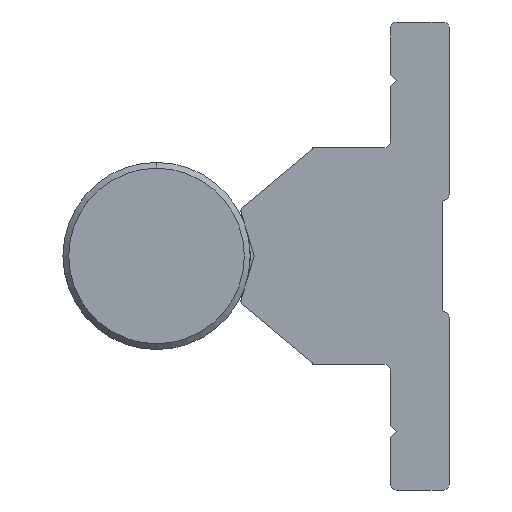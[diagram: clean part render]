
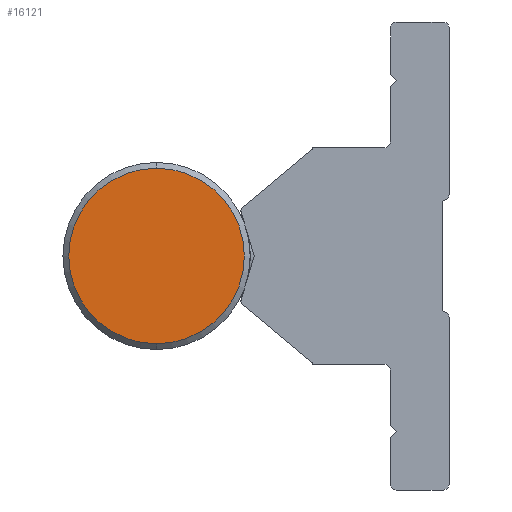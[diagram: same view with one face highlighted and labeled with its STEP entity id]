
A CAD part, left-side view. The second image highlights one B-rep face of the part: STEP entity #16121.
In plain terms, the highlighted planar face has unit normal (-1, 0, 0).
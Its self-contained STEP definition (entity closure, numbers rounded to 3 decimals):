
#31 = PLANE ( 'NONE',  #22196 ) ;
#409 = DIRECTION ( 'NONE',  ( 0., 0., 1. ) ) ;
#3368 = CARTESIAN_POINT ( 'NONE',  ( -700., 0., 7.5 ) ) ;
#3545 = EDGE_CURVE ( 'NONE', #5302, #5215, #8523, .T. ) ;
#5021 = DIRECTION ( 'NONE',  ( 0., 0., 1. ) ) ;
#5144 = AXIS2_PLACEMENT_3D ( 'NONE', #12492, #10807, #409 ) ;
#5215 = VERTEX_POINT ( 'NONE', #13277 ) ;
#5302 = VERTEX_POINT ( 'NONE', #3368 ) ;
#8523 = CIRCLE ( 'NONE', #5144, 7.5 ) ;
#8814 = CARTESIAN_POINT ( 'NONE',  ( -700., -25., -500. ) ) ;
#8955 = EDGE_CURVE ( 'NONE', #5215, #5302, #11832, .T. ) ;
#10542 = DIRECTION ( 'NONE',  ( -1., 0., 0. ) ) ;
#10807 = DIRECTION ( 'NONE',  ( -1., 0., 0. ) ) ;
#11832 = CIRCLE ( 'NONE', #20426, 7.5 ) ;
#12122 = ORIENTED_EDGE ( 'NONE', *, *, #8955, .T. ) ;
#12146 = DIRECTION ( 'NONE',  ( 0., 0., 1. ) ) ;
#12492 = CARTESIAN_POINT ( 'NONE',  ( -700., 0., 0. ) ) ;
#13277 = CARTESIAN_POINT ( 'NONE',  ( -700., 0., -7.5 ) ) ;
#15345 = DIRECTION ( 'NONE',  ( -1., 0., 0. ) ) ;
#16121 = ADVANCED_FACE ( 'NONE', ( #18175 ), #31, .T. ) ;
#16373 = EDGE_LOOP ( 'NONE', ( #12122, #18491 ) ) ;
#18175 = FACE_OUTER_BOUND ( 'NONE', #16373, .T. ) ;
#18491 = ORIENTED_EDGE ( 'NONE', *, *, #3545, .T. ) ;
#19315 = CARTESIAN_POINT ( 'NONE',  ( -700., 0., 0. ) ) ;
#20426 = AXIS2_PLACEMENT_3D ( 'NONE', #19315, #15345, #5021 ) ;
#22196 = AXIS2_PLACEMENT_3D ( 'NONE', #8814, #10542, #12146 ) ;
